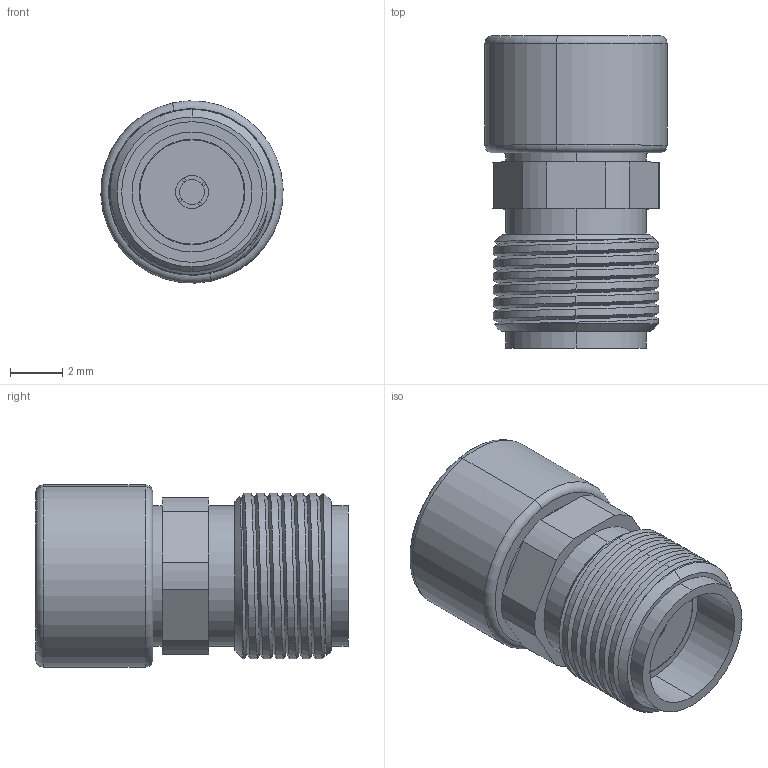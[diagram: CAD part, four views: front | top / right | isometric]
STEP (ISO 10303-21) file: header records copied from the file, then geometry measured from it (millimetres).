
FILE_DESCRIPTION (( 'STEP AP214' ), '1' );
FILE_NAME ('CM-SF-33-2.STEP', '2025-08-25T23:22:41', ( '' ), ( '' ), 'SwSTEP 2.0', 'SolidWorks 2021', '' );
FILE_SCHEMA (( 'AUTOMOTIVE_DESIGN' ));
Length unit declared in the file: inch
Products named in the file (1): CM-SF-33-2
Bounding box: 6.99 x 12 x 6.99 mm (x, y, z)
Volume: 349.9 mm3; surface area: 492.3 mm2
Topology: 2 solids, 2 shells, 85 faces, 213 edges, 140 vertices
Faces by surface type: cylinder 41, plane 34, cone 4, torus 4, bspline 2
Entity records: 4627 total; most frequent: CARTESIAN_POINT 1463, DIRECTION 430, ORIENTED_EDGE 426, EDGE_CURVE 213, AXIS2_PLACEMENT_3D 168, VERTEX_POINT 140, EDGE_LOOP 95, LINE 94
